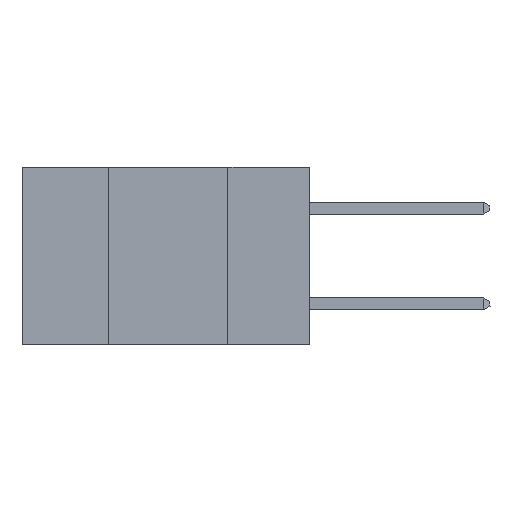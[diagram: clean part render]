
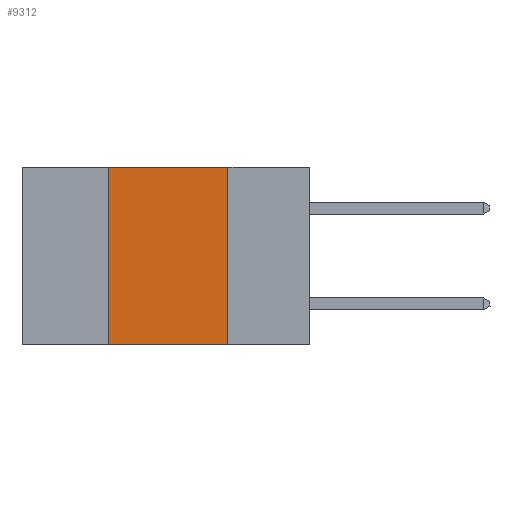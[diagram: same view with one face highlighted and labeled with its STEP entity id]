
A CAD part, left-side view. The second image highlights one B-rep face of the part: STEP entity #9312.
In plain terms, the highlighted planar face has unit normal (-1, 0, 0).
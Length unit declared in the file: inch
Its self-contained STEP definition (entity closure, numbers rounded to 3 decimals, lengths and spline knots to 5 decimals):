
#60 = EDGE_CURVE ( 'NONE', #8994, #14045, #2627, .T. ) ;
#1230 = DIRECTION ( 'NONE',  ( 0., -1., 0. ) ) ;
#1254 = VECTOR ( 'NONE', #2483, 39.37008 ) ;
#1823 = CARTESIAN_POINT ( 'NONE',  ( 0., 0.42, -0.37 ) ) ;
#2483 = DIRECTION ( 'NONE',  ( 0., 0., 1. ) ) ;
#2627 = LINE ( 'NONE', #5362, #11309 ) ;
#2901 = EDGE_LOOP ( 'NONE', ( #10921, #17420, #11987, #14568 ) ) ;
#3428 = LINE ( 'NONE', #10776, #10381 ) ;
#5362 = CARTESIAN_POINT ( 'NONE',  ( 0., 0.6, 0. ) ) ;
#6152 = CARTESIAN_POINT ( 'NONE',  ( 0., 0.17, -0.37 ) ) ;
#6871 = CARTESIAN_POINT ( 'NONE',  ( 0., 0.42, 0. ) ) ;
#8160 = VERTEX_POINT ( 'NONE', #6152 ) ;
#8299 = CARTESIAN_POINT ( 'NONE',  ( 0., 0.6, 0. ) ) ;
#8395 = FACE_OUTER_BOUND ( 'NONE', #2901, .T. ) ;
#8994 = VERTEX_POINT ( 'NONE', #12780 ) ;
#9034 = LINE ( 'NONE', #6871, #1254 ) ;
#9312 = ADVANCED_FACE ( 'NONE', ( #8395 ), #13821, .F. ) ;
#9695 = VECTOR ( 'NONE', #17927, 39.37008 ) ;
#9815 = DIRECTION ( 'NONE',  ( 0., 0., -1. ) ) ;
#10381 = VECTOR ( 'NONE', #12019, 39.37008 ) ;
#10776 = CARTESIAN_POINT ( 'NONE',  ( 0., 0.6, -0.37 ) ) ;
#10921 = ORIENTED_EDGE ( 'NONE', *, *, #12800, .F. ) ;
#11309 = VECTOR ( 'NONE', #1230, 39.37008 ) ;
#11476 = EDGE_CURVE ( 'NONE', #15283, #8994, #9034, .T. ) ;
#11820 = EDGE_CURVE ( 'NONE', #15283, #8160, #3428, .T. ) ;
#11987 = ORIENTED_EDGE ( 'NONE', *, *, #11476, .F. ) ;
#12019 = DIRECTION ( 'NONE',  ( 0., -1., 0. ) ) ;
#12780 = CARTESIAN_POINT ( 'NONE',  ( 0., 0.42, 0. ) ) ;
#12800 = EDGE_CURVE ( 'NONE', #14045, #8160, #17179, .T. ) ;
#13821 = PLANE ( 'NONE',  #16345 ) ;
#14045 = VERTEX_POINT ( 'NONE', #18120 ) ;
#14568 = ORIENTED_EDGE ( 'NONE', *, *, #11820, .T. ) ;
#15283 = VERTEX_POINT ( 'NONE', #1823 ) ;
#16345 = AXIS2_PLACEMENT_3D ( 'NONE', #8299, #17771, #9815 ) ;
#17179 = LINE ( 'NONE', #17986, #9695 ) ;
#17420 = ORIENTED_EDGE ( 'NONE', *, *, #60, .F. ) ;
#17771 = DIRECTION ( 'NONE',  ( 1., 0., 0. ) ) ;
#17927 = DIRECTION ( 'NONE',  ( 0., 0., -1. ) ) ;
#17986 = CARTESIAN_POINT ( 'NONE',  ( 0., 0.17, 0. ) ) ;
#18120 = CARTESIAN_POINT ( 'NONE',  ( 0., 0.17, 0. ) ) ;
